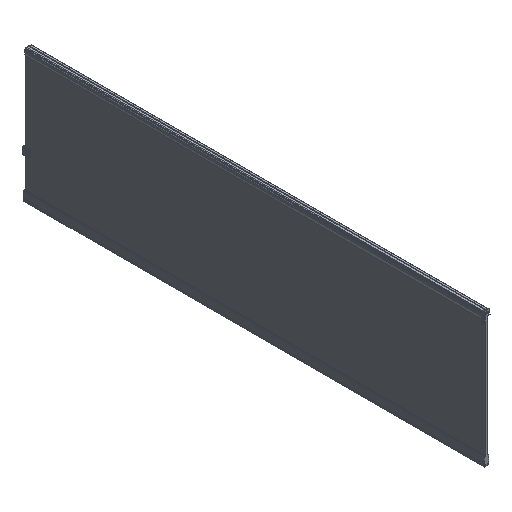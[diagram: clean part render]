
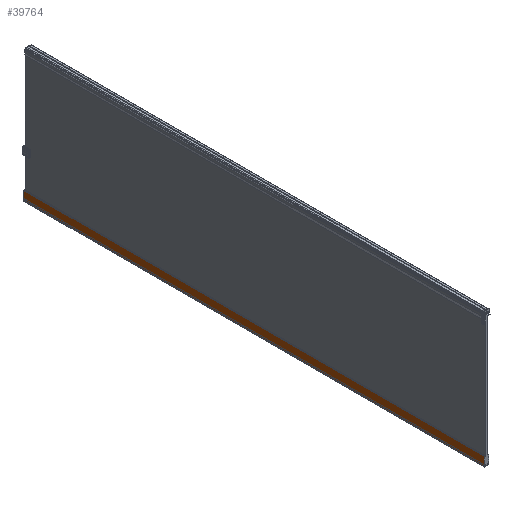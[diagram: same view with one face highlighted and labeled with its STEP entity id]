
A CAD part, isometric view. The second image highlights one B-rep face of the part: STEP entity #39764.
In plain terms, the highlighted cylindrical face has radius 960.746 mm (diameter 1921.49 mm), a partial arc.
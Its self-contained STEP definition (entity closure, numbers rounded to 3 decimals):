
#444 = EDGE_CURVE ( 'NONE', #904, #21953, #27040, .T. ) ;
#904 = VERTEX_POINT ( 'NONE', #24611 ) ;
#1138 = DIRECTION ( 'NONE',  ( 0., -1., 0. ) ) ;
#1747 = EDGE_CURVE ( 'NONE', #37122, #36473, #6402, .T. ) ;
#1748 = DIRECTION ( 'NONE',  ( 0., 1., 0. ) ) ;
#2442 = ORIENTED_EDGE ( 'NONE', *, *, #1747, .T. ) ;
#5193 = CARTESIAN_POINT ( 'NONE',  ( 955.897, 975.3, -304.099 ) ) ;
#6402 = LINE ( 'NONE', #28281, #43185 ) ;
#7680 = ORIENTED_EDGE ( 'NONE', *, *, #36469, .T. ) ;
#8557 = DIRECTION ( 'NONE',  ( 1., 0., 0. ) ) ;
#10090 = CARTESIAN_POINT ( 'NONE',  ( -4.65, -975., -323.706 ) ) ;
#11172 = CARTESIAN_POINT ( 'NONE',  ( 955.897, -975., -304.099 ) ) ;
#11598 = DIRECTION ( 'NONE',  ( 1., 0., 0. ) ) ;
#12206 = EDGE_CURVE ( 'NONE', #21953, #37122, #22819, .T. ) ;
#15802 = FACE_OUTER_BOUND ( 'NONE', #29302, .T. ) ;
#19164 = CARTESIAN_POINT ( 'NONE',  ( -4.65, 975.3, -284.49 ) ) ;
#20637 = DIRECTION ( 'NONE',  ( 1., 0., 0. ) ) ;
#21953 = VERTEX_POINT ( 'NONE', #19164 ) ;
#22819 = CIRCLE ( 'NONE', #41487, 960.747 ) ;
#23908 = VECTOR ( 'NONE', #1748, 1000. ) ;
#24611 = CARTESIAN_POINT ( 'NONE',  ( -4.65, -975., -284.49 ) ) ;
#25205 = ORIENTED_EDGE ( 'NONE', *, *, #444, .T. ) ;
#26716 = ORIENTED_EDGE ( 'NONE', *, *, #12206, .T. ) ;
#26822 = CYLINDRICAL_SURFACE ( 'NONE', #27726, 960.747 ) ;
#27040 = LINE ( 'NONE', #28360, #23908 ) ;
#27726 = AXIS2_PLACEMENT_3D ( 'NONE', #11172, #1138, #11598 ) ;
#28281 = CARTESIAN_POINT ( 'NONE',  ( -4.65, -975., -323.706 ) ) ;
#28360 = CARTESIAN_POINT ( 'NONE',  ( -4.65, -975., -284.49 ) ) ;
#29302 = EDGE_LOOP ( 'NONE', ( #2442, #7680, #25205, #26716 ) ) ;
#30296 = CARTESIAN_POINT ( 'NONE',  ( 955.897, -975., -304.099 ) ) ;
#31654 = DIRECTION ( 'NONE',  ( 0., -1., 0. ) ) ;
#33697 = DIRECTION ( 'NONE',  ( 0., 1., 0. ) ) ;
#35091 = CARTESIAN_POINT ( 'NONE',  ( -4.65, 975.3, -323.706 ) ) ;
#36469 = EDGE_CURVE ( 'NONE', #36473, #904, #43209, .T. ) ;
#36473 = VERTEX_POINT ( 'NONE', #10090 ) ;
#37122 = VERTEX_POINT ( 'NONE', #35091 ) ;
#38385 = DIRECTION ( 'NONE',  ( 0., -1., 0. ) ) ;
#39764 = ADVANCED_FACE ( 'NONE', ( #15802 ), #26822, .T. ) ;
#41487 = AXIS2_PLACEMENT_3D ( 'NONE', #5193, #38385, #8557 ) ;
#43185 = VECTOR ( 'NONE', #31654, 1000. ) ;
#43209 = CIRCLE ( 'NONE', #43279, 960.747 ) ;
#43279 = AXIS2_PLACEMENT_3D ( 'NONE', #30296, #33697, #20637 ) ;
